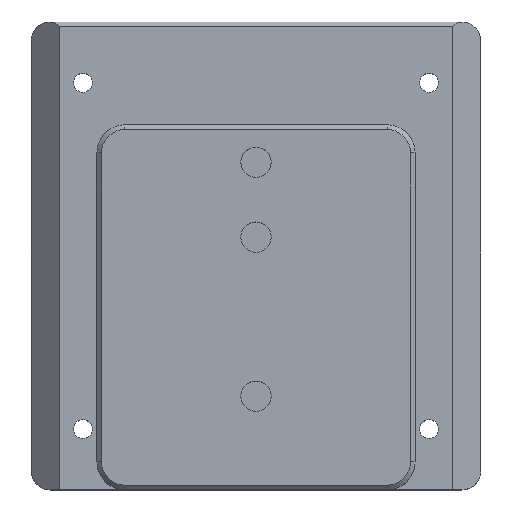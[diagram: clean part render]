
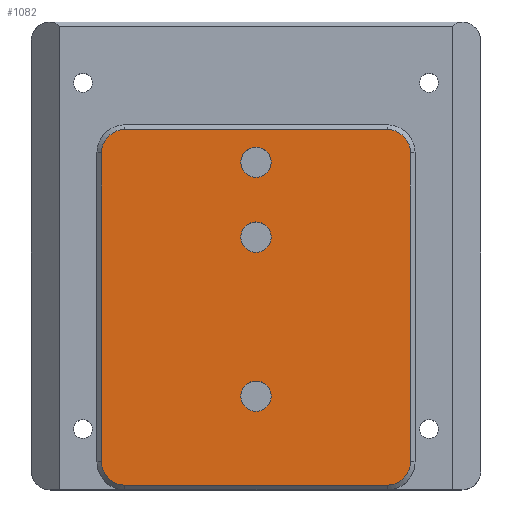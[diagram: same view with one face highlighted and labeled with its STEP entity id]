
A CAD part, top view. The second image highlights one B-rep face of the part: STEP entity #1082.
In plain terms, the highlighted planar face has unit normal (0, 0, 1).
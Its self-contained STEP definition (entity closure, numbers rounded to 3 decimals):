
#63=CIRCLE('',#1151,2.5);
#64=CIRCLE('',#1152,2.5);
#65=CIRCLE('',#1153,2.5);
#66=CIRCLE('',#1154,2.5);
#67=CIRCLE('',#1155,1.621);
#68=CIRCLE('',#1156,1.621);
#69=CIRCLE('',#1157,1.621);
#145=ORIENTED_EDGE('',*,*,#346,.T.);
#146=ORIENTED_EDGE('',*,*,#347,.T.);
#147=ORIENTED_EDGE('',*,*,#348,.T.);
#148=ORIENTED_EDGE('',*,*,#349,.T.);
#149=ORIENTED_EDGE('',*,*,#350,.T.);
#150=ORIENTED_EDGE('',*,*,#351,.T.);
#151=ORIENTED_EDGE('',*,*,#352,.T.);
#152=ORIENTED_EDGE('',*,*,#353,.T.);
#153=ORIENTED_EDGE('',*,*,#354,.T.);
#154=ORIENTED_EDGE('',*,*,#355,.T.);
#155=ORIENTED_EDGE('',*,*,#356,.T.);
#346=EDGE_CURVE('',#444,#445,#501,.T.);
#347=EDGE_CURVE('',#445,#446,#63,.T.);
#348=EDGE_CURVE('',#446,#447,#502,.T.);
#349=EDGE_CURVE('',#447,#448,#64,.T.);
#350=EDGE_CURVE('',#448,#449,#503,.T.);
#351=EDGE_CURVE('',#449,#450,#65,.T.);
#352=EDGE_CURVE('',#450,#451,#504,.T.);
#353=EDGE_CURVE('',#451,#444,#66,.T.);
#354=EDGE_CURVE('',#452,#452,#67,.T.);
#355=EDGE_CURVE('',#453,#453,#68,.T.);
#356=EDGE_CURVE('',#454,#454,#69,.T.);
#444=VERTEX_POINT('',#1572);
#445=VERTEX_POINT('',#1573);
#446=VERTEX_POINT('',#1575);
#447=VERTEX_POINT('',#1577);
#448=VERTEX_POINT('',#1579);
#449=VERTEX_POINT('',#1581);
#450=VERTEX_POINT('',#1583);
#451=VERTEX_POINT('',#1585);
#452=VERTEX_POINT('',#1588);
#453=VERTEX_POINT('',#1590);
#454=VERTEX_POINT('',#1592);
#501=LINE('',#1571,#566);
#502=LINE('',#1576,#567);
#503=LINE('',#1580,#568);
#504=LINE('',#1584,#569);
#566=VECTOR('',#1307,1000.);
#567=VECTOR('',#1310,1000.);
#568=VECTOR('',#1313,1000.);
#569=VECTOR('',#1316,1000.);
#605=EDGE_LOOP('',(#145,#146,#147,#148,#149,#150,#151,#152));
#606=EDGE_LOOP('',(#153));
#607=EDGE_LOOP('',(#154));
#608=EDGE_LOOP('',(#155));
#670=FACE_BOUND('',#605,.T.);
#671=FACE_BOUND('',#606,.T.);
#672=FACE_BOUND('',#607,.T.);
#673=FACE_BOUND('',#608,.T.);
#727=PLANE('',#1150);
#1082=ADVANCED_FACE('',(#670,#671,#672,#673),#727,.T.);
#1150=AXIS2_PLACEMENT_3D('',#1570,#1305,#1306);
#1151=AXIS2_PLACEMENT_3D('',#1574,#1308,#1309);
#1152=AXIS2_PLACEMENT_3D('',#1578,#1311,#1312);
#1153=AXIS2_PLACEMENT_3D('',#1582,#1314,#1315);
#1154=AXIS2_PLACEMENT_3D('',#1586,#1317,#1318);
#1155=AXIS2_PLACEMENT_3D('',#1587,#1319,#1320);
#1156=AXIS2_PLACEMENT_3D('',#1589,#1321,#1322);
#1157=AXIS2_PLACEMENT_3D('',#1591,#1323,#1324);
#1305=DIRECTION('',(0.,0.,1.));
#1306=DIRECTION('',(1.,0.,0.));
#1307=DIRECTION('',(-1.,0.,0.));
#1308=DIRECTION('',(0.,0.,1.));
#1309=DIRECTION('',(1.,0.,0.));
#1310=DIRECTION('',(0.,-1.,0.));
#1311=DIRECTION('',(0.,0.,1.));
#1312=DIRECTION('',(1.,0.,0.));
#1313=DIRECTION('',(1.,0.,0.));
#1314=DIRECTION('',(0.,0.,1.));
#1315=DIRECTION('',(1.,0.,0.));
#1316=DIRECTION('',(0.,1.,0.));
#1317=DIRECTION('',(0.,0.,1.));
#1318=DIRECTION('',(1.,0.,0.));
#1319=DIRECTION('',(0.,0.,-1.));
#1320=DIRECTION('',(0.,-1.,0.));
#1321=DIRECTION('',(0.,0.,-1.));
#1322=DIRECTION('',(0.,-1.,0.));
#1323=DIRECTION('',(0.,0.,-1.));
#1324=DIRECTION('',(0.,-1.,0.));
#1570=CARTESIAN_POINT('',(0.,0.,11.5));
#1571=CARTESIAN_POINT('',(-14.,13.5,11.5));
#1572=CARTESIAN_POINT('',(14.,13.5,11.5));
#1573=CARTESIAN_POINT('',(-14.,13.5,11.5));
#1574=CARTESIAN_POINT('',(-14.,11.,11.5));
#1575=CARTESIAN_POINT('',(-16.5,11.,11.5));
#1576=CARTESIAN_POINT('',(-16.5,-22.,11.5));
#1577=CARTESIAN_POINT('',(-16.5,-22.,11.5));
#1578=CARTESIAN_POINT('',(-14.,-22.,11.5));
#1579=CARTESIAN_POINT('',(-14.,-24.5,11.5));
#1580=CARTESIAN_POINT('',(14.,-24.5,11.5));
#1581=CARTESIAN_POINT('',(14.,-24.5,11.5));
#1582=CARTESIAN_POINT('',(14.,-22.,11.5));
#1583=CARTESIAN_POINT('',(16.5,-22.,11.5));
#1584=CARTESIAN_POINT('',(16.5,11.,11.5));
#1585=CARTESIAN_POINT('',(16.5,11.,11.5));
#1586=CARTESIAN_POINT('',(14.,11.,11.5));
#1587=CARTESIAN_POINT('',(0.,2.,11.5));
#1588=CARTESIAN_POINT('',(0.,0.379,11.5));
#1589=CARTESIAN_POINT('',(0.,10.,11.5));
#1590=CARTESIAN_POINT('',(0.,8.379,11.5));
#1591=CARTESIAN_POINT('',(0.,-15.,11.5));
#1592=CARTESIAN_POINT('',(0.,-16.621,11.5));
